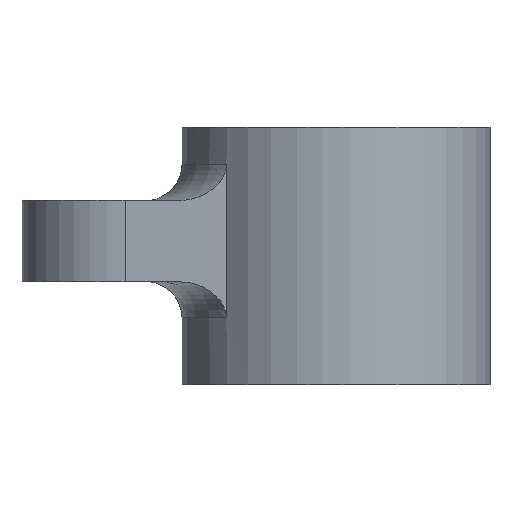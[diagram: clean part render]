
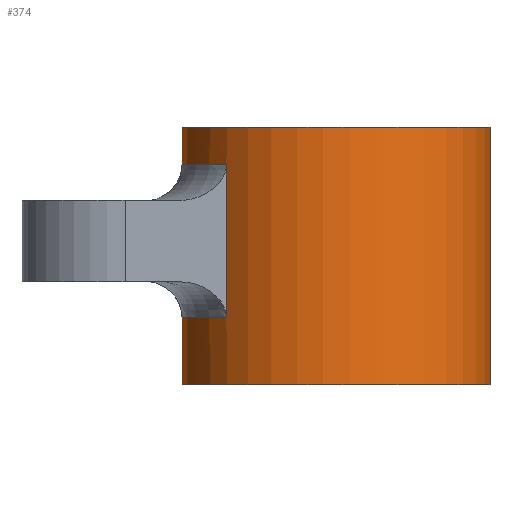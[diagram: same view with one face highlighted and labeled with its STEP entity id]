
A CAD part, front view. The second image highlights one B-rep face of the part: STEP entity #374.
In plain terms, the highlighted cylindrical face has radius 2.998 mm (diameter 5.996 mm), a partial arc.
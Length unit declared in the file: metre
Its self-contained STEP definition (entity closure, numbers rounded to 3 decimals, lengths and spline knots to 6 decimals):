
#28=LINE('',#619,#44);
#29=LINE('',#623,#45);
#30=LINE('',#627,#46);
#31=LINE('',#628,#47);
#44=VECTOR('',#497,1.);
#45=VECTOR('',#500,1.);
#46=VECTOR('',#503,1.);
#47=VECTOR('',#504,1.);
#60=CYLINDRICAL_SURFACE('',#423,0.002998);
#84=ORIENTED_EDGE('',*,*,#200,.T.);
#85=ORIENTED_EDGE('',*,*,#201,.T.);
#86=ORIENTED_EDGE('',*,*,#202,.F.);
#87=ORIENTED_EDGE('',*,*,#203,.T.);
#88=ORIENTED_EDGE('',*,*,#204,.T.);
#89=ORIENTED_EDGE('',*,*,#197,.T.);
#90=ORIENTED_EDGE('',*,*,#205,.F.);
#91=ORIENTED_EDGE('',*,*,#191,.F.);
#191=EDGE_CURVE('',#249,#250,#287,.T.);
#197=EDGE_CURVE('',#256,#255,#293,.T.);
#200=EDGE_CURVE('',#249,#258,#28,.T.);
#201=EDGE_CURVE('',#258,#259,#296,.T.);
#202=EDGE_CURVE('',#260,#259,#29,.T.);
#203=EDGE_CURVE('',#260,#261,#297,.F.);
#204=EDGE_CURVE('',#261,#256,#30,.T.);
#205=EDGE_CURVE('',#250,#255,#31,.T.);
#249=VERTEX_POINT('',#599);
#250=VERTEX_POINT('',#601);
#255=VERTEX_POINT('',#612);
#256=VERTEX_POINT('',#614);
#258=VERTEX_POINT('',#620);
#259=VERTEX_POINT('',#622);
#260=VERTEX_POINT('',#624);
#261=VERTEX_POINT('',#626);
#287=CIRCLE('',#413,0.002998);
#293=CIRCLE('',#420,0.002998);
#296=CIRCLE('',#424,0.002998);
#297=CIRCLE('',#425,0.002998);
#318=EDGE_LOOP('',(#84,#85,#86,#87,#88,#89,#90,#91));
#344=FACE_BOUND('',#318,.T.);
#374=ADVANCED_FACE('',(#344),#60,.T.);
#413=AXIS2_PLACEMENT_3D('',#600,#475,#476);
#420=AXIS2_PLACEMENT_3D('',#613,#489,#490);
#423=AXIS2_PLACEMENT_3D('',#618,#495,#496);
#424=AXIS2_PLACEMENT_3D('',#621,#498,#499);
#425=AXIS2_PLACEMENT_3D('',#625,#501,#502);
#475=DIRECTION('',(0.,0.,1.));
#476=DIRECTION('',(1.,0.,0.));
#489=DIRECTION('',(0.,0.,1.));
#490=DIRECTION('',(1.,0.,0.));
#495=DIRECTION('',(0.,0.,-1.));
#496=DIRECTION('',(-1.,0.,0.));
#497=DIRECTION('',(0.,0.,-1.));
#498=DIRECTION('',(0.,0.,1.));
#499=DIRECTION('',(1.,0.,0.));
#500=DIRECTION('',(0.,0.,1.));
#501=DIRECTION('',(0.,0.,1.));
#502=DIRECTION('',(1.,0.,0.));
#503=DIRECTION('',(0.,0.,-1.));
#504=DIRECTION('',(0.,0.,-1.));
#599=CARTESIAN_POINT('',(-0.002718,-0.002624,0.005));
#600=CARTESIAN_POINT('',(0.000267,-0.002347,0.005));
#601=CARTESIAN_POINT('',(0.003252,-0.002069,0.005));
#612=CARTESIAN_POINT('',(0.003252,-0.002069,0.));
#613=CARTESIAN_POINT('',(0.000267,-0.002347,0.));
#614=CARTESIAN_POINT('',(-0.002718,-0.002624,0.));
#618=CARTESIAN_POINT('',(0.000267,-0.002347,0.005));
#619=CARTESIAN_POINT('',(-0.002718,-0.002624,0.005));
#620=CARTESIAN_POINT('',(-0.002718,-0.002624,0.00428));
#621=CARTESIAN_POINT('',(0.000267,-0.002347,0.00428));
#622=CARTESIAN_POINT('',(-0.00186,-0.00446,0.00428));
#623=CARTESIAN_POINT('',(-0.00186,-0.00446,-0.252818));
#624=CARTESIAN_POINT('',(-0.00186,-0.00446,0.0013));
#625=CARTESIAN_POINT('',(0.000267,-0.002347,0.0013));
#626=CARTESIAN_POINT('',(-0.002718,-0.002624,0.0013));
#627=CARTESIAN_POINT('',(-0.002718,-0.002624,0.005));
#628=CARTESIAN_POINT('',(0.003252,-0.002069,0.005));
